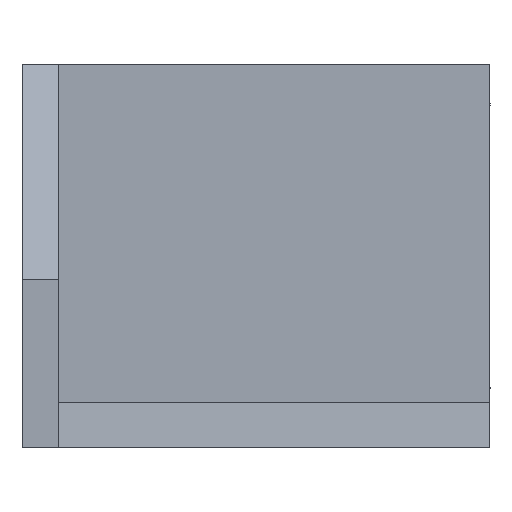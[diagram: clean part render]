
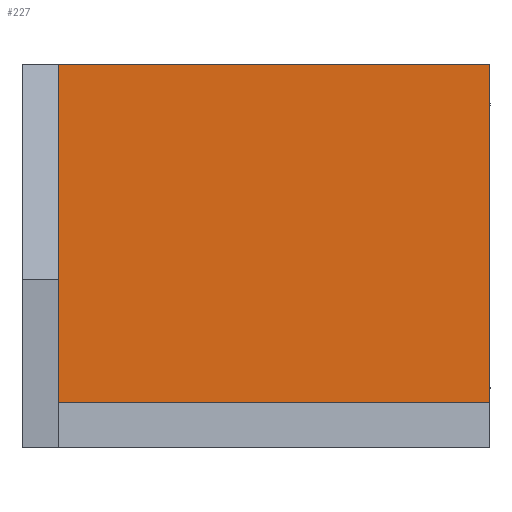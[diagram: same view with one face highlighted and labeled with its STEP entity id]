
A CAD part, left-side view. The second image highlights one B-rep face of the part: STEP entity #227.
In plain terms, the highlighted planar face has unit normal (-1, 0, 0).
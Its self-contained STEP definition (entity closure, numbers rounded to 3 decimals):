
#12 = CARTESIAN_POINT ( 'NONE',  ( 0., 0., -0.42 ) ) ;
#68 = EDGE_CURVE ( 'NONE', #564, #476, #1103, .T. ) ;
#93 = ORIENTED_EDGE ( 'NONE', *, *, #673, .T. ) ;
#95 = ORIENTED_EDGE ( 'NONE', *, *, #68, .F. ) ;
#111 = CARTESIAN_POINT ( 'NONE',  ( 0., 47.2, 5. ) ) ;
#158 = CARTESIAN_POINT ( 'NONE',  ( 0., 47.2, 5. ) ) ;
#172 = VECTOR ( 'NONE', #644, 1000. ) ;
#195 = AXIS2_PLACEMENT_3D ( 'NONE', #158, #878, #960 ) ;
#227 = ADVANCED_FACE ( 'NONE', ( #877 ), #955, .T. ) ;
#231 = LINE ( 'NONE', #830, #865 ) ;
#271 = LINE ( 'NONE', #362, #1145 ) ;
#282 = CARTESIAN_POINT ( 'NONE',  ( 0., 0., 5. ) ) ;
#362 = CARTESIAN_POINT ( 'NONE',  ( 0., 47.2, 5. ) ) ;
#458 = CARTESIAN_POINT ( 'NONE',  ( 0., 47.2, 42. ) ) ;
#476 = VERTEX_POINT ( 'NONE', #887 ) ;
#564 = VERTEX_POINT ( 'NONE', #458 ) ;
#583 = DIRECTION ( 'NONE',  ( 0., -1., 0. ) ) ;
#627 = ORIENTED_EDGE ( 'NONE', *, *, #927, .T. ) ;
#644 = DIRECTION ( 'NONE',  ( 0., 0., -1. ) ) ;
#673 = EDGE_CURVE ( 'NONE', #564, #706, #231, .T. ) ;
#706 = VERTEX_POINT ( 'NONE', #111 ) ;
#722 = DIRECTION ( 'NONE',  ( 0., -1., 0. ) ) ;
#754 = CARTESIAN_POINT ( 'NONE',  ( 0., 51.2, 42. ) ) ;
#763 = LINE ( 'NONE', #12, #172 ) ;
#830 = CARTESIAN_POINT ( 'NONE',  ( 0., 47.2, 5. ) ) ;
#865 = VECTOR ( 'NONE', #931, 1000. ) ;
#877 = FACE_OUTER_BOUND ( 'NONE', #966, .T. ) ;
#878 = DIRECTION ( 'NONE',  ( -1., 0., 0. ) ) ;
#887 = CARTESIAN_POINT ( 'NONE',  ( 0., 0., 42. ) ) ;
#891 = VECTOR ( 'NONE', #583, 1000. ) ;
#894 = ORIENTED_EDGE ( 'NONE', *, *, #950, .F. ) ;
#927 = EDGE_CURVE ( 'NONE', #706, #1001, #271, .T. ) ;
#931 = DIRECTION ( 'NONE',  ( 0., 0., -1. ) ) ;
#950 = EDGE_CURVE ( 'NONE', #476, #1001, #763, .T. ) ;
#955 = PLANE ( 'NONE',  #195 ) ;
#960 = DIRECTION ( 'NONE',  ( 0., 0., 1. ) ) ;
#966 = EDGE_LOOP ( 'NONE', ( #95, #93, #627, #894 ) ) ;
#1001 = VERTEX_POINT ( 'NONE', #282 ) ;
#1103 = LINE ( 'NONE', #754, #891 ) ;
#1145 = VECTOR ( 'NONE', #722, 1000. ) ;
